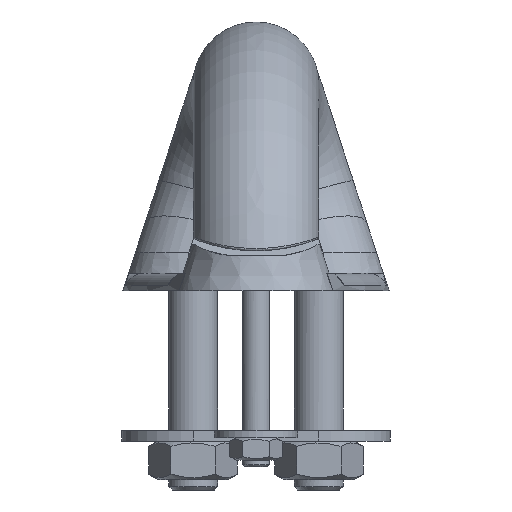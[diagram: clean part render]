
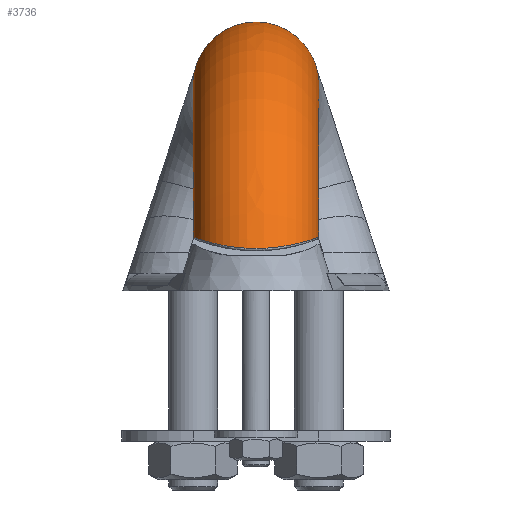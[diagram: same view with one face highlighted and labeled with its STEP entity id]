
A CAD part, left-side view. The second image highlights one B-rep face of the part: STEP entity #3736.
In plain terms, the highlighted toroidal (fillet/blend) face has major radius 80 mm and minor radius 18 mm.
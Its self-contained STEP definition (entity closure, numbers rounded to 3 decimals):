
#629=FACE_BOUND('',#1057,.T.);
#630=FACE_BOUND('',#1058,.T.);
#738=B_SPLINE_CURVE_WITH_KNOTS('',3,(#5382,#5383,#5384,#5385,#5386,#5387,
#5388,#5389,#5390,#5391,#5392,#5393,#5394,#5395,#5396,#5397,#5398,#5399,
#5400,#5401,#5402),.UNSPECIFIED.,.T.,.F.,(4,1,1,1,1,1,1,1,1,1,1,1,1,1,1,
1,1,1,4),(0.,0.429,0.859,1.717,2.576,
3.434,4.007,4.579,5.151,5.724,
6.296,6.868,7.727,8.586,9.444,
10.303,11.161,11.591,12.02),
 .UNSPECIFIED.);
#739=B_SPLINE_CURVE_WITH_KNOTS('',3,(#5404,#5405,#5406,#5407,#5408,#5409,
#5410,#5411,#5412,#5413,#5414,#5415,#5416,#5417,#5418,#5419,#5420,#5421,
#5422,#5423,#5424,#5425,#5426,#5427,#5428,#5429,#5430,#5431,#5432,#5433,
#5434,#5435,#5436,#5437,#5438,#5439,#5440,#5441),.UNSPECIFIED.,.T.,.F.,
(4,2,2,2,2,2,2,2,2,2,2,2,2,2,2,2,2,2,4),(-4.702,-4.642,
-4.399,-4.133,-3.846,-3.573,
-3.295,-3.012,-2.728,-2.484,
-2.235,-1.935,-1.628,-1.381,
-1.151,-0.903,-0.597,-0.264,
0.),.UNSPECIFIED.);
#815=FACE_OUTER_BOUND('',#1056,.T.);
#1056=EDGE_LOOP('',(#2458));
#1057=EDGE_LOOP('',(#2459));
#1058=EDGE_LOOP('',(#2460));
#1406=CIRCLE('',#3980,18.);
#1588=VERTEX_POINT('',#5379);
#1589=VERTEX_POINT('',#5381);
#1590=VERTEX_POINT('',#5403);
#1954=EDGE_CURVE('',#1588,#1588,#1406,.T.);
#1955=EDGE_CURVE('',#1589,#1589,#738,.T.);
#1956=EDGE_CURVE('',#1590,#1590,#739,.T.);
#2458=ORIENTED_EDGE('',*,*,#1954,.T.);
#2459=ORIENTED_EDGE('',*,*,#1955,.F.);
#2460=ORIENTED_EDGE('',*,*,#1956,.T.);
#3466=TOROIDAL_SURFACE('',#3979,80.,18.);
#3736=ADVANCED_FACE('',(#815,#629,#630),#3466,.T.);
#3979=AXIS2_PLACEMENT_3D('',#5378,#4394,#4395);
#3980=AXIS2_PLACEMENT_3D('',#5380,#4396,#4397);
#4394=DIRECTION('center_axis',(0.,-1.,0.));
#4395=DIRECTION('ref_axis',(1.,0.,0.));
#4396=DIRECTION('center_axis',(-1.,0.,0.));
#4397=DIRECTION('ref_axis',(0.,1.,0.));
#5378=CARTESIAN_POINT('Origin',(-112.783,0.,
-44.5));
#5379=CARTESIAN_POINT('',(-112.783,-18.,35.5));
#5380=CARTESIAN_POINT('Origin',(-112.783,0.,
35.5));
#5381=CARTESIAN_POINT('',(-204.999,0.,-11.331));
#5382=CARTESIAN_POINT('Ctrl Pts',(-204.999,0.,
-11.331));
#5383=CARTESIAN_POINT('Ctrl Pts',(-204.999,1.432,-11.331));
#5384=CARTESIAN_POINT('Ctrl Pts',(-204.586,4.297,-11.206));
#5385=CARTESIAN_POINT('Ctrl Pts',(-202.249,9.545,-10.533));
#5386=CARTESIAN_POINT('Ctrl Pts',(-197.144,14.611,-9.262));
#5387=CARTESIAN_POINT('Ctrl Pts',(-189.21,17.928,-8.098));
#5388=CARTESIAN_POINT('Ctrl Pts',(-181.467,18.267,-8.044));
#5389=CARTESIAN_POINT('Ctrl Pts',(-175.065,16.307,-8.882));
#5390=CARTESIAN_POINT('Ctrl Pts',(-170.411,13.037,-10.));
#5391=CARTESIAN_POINT('Ctrl Pts',(-167.082,8.411,-11.113));
#5392=CARTESIAN_POINT('Ctrl Pts',(-165.364,2.904,-11.792));
#5393=CARTESIAN_POINT('Ctrl Pts',(-165.366,-2.903,-11.791));
#5394=CARTESIAN_POINT('Ctrl Pts',(-167.361,-9.332,-11.004));
#5395=CARTESIAN_POINT('Ctrl Pts',(-172.364,-15.191,-9.363));
#5396=CARTESIAN_POINT('Ctrl Pts',(-180.5,-18.315,-8.03));
#5397=CARTESIAN_POINT('Ctrl Pts',(-189.209,-17.926,-8.101));
#5398=CARTESIAN_POINT('Ctrl Pts',(-197.145,-14.611,-9.26));
#5399=CARTESIAN_POINT('Ctrl Pts',(-202.248,-9.545,-10.534));
#5400=CARTESIAN_POINT('Ctrl Pts',(-204.586,-4.297,-11.206));
#5401=CARTESIAN_POINT('Ctrl Pts',(-204.999,-1.432,-11.331));
#5402=CARTESIAN_POINT('Ctrl Pts',(-204.999,0.,
-11.331));
#5403=CARTESIAN_POINT('',(-125.,-7.25,17.839));
#5404=CARTESIAN_POINT('Ctrl Pts',(-125.,-7.25,17.839));
#5405=CARTESIAN_POINT('Ctrl Pts',(-124.802,-7.25,17.878));
#5406=CARTESIAN_POINT('Ctrl Pts',(-124.603,-7.242,17.912));
#5407=CARTESIAN_POINT('Ctrl Pts',(-123.607,-7.16,18.061));
#5408=CARTESIAN_POINT('Ctrl Pts',(-122.825,-6.963,18.102));
#5409=CARTESIAN_POINT('Ctrl Pts',(-121.276,-6.283,18.059));
#5410=CARTESIAN_POINT('Ctrl Pts',(-120.541,-5.784,17.965));
#5411=CARTESIAN_POINT('Ctrl Pts',(-119.239,-4.502,17.728));
#5412=CARTESIAN_POINT('Ctrl Pts',(-118.697,-3.708,17.584));
#5413=CARTESIAN_POINT('Ctrl Pts',(-117.973,-2.,17.375));
#5414=CARTESIAN_POINT('Ctrl Pts',(-117.778,-1.11,17.31));
#5415=CARTESIAN_POINT('Ctrl Pts',(-117.727,0.727,17.293));
#5416=CARTESIAN_POINT('Ctrl Pts',(-117.88,1.648,17.345));
#5417=CARTESIAN_POINT('Ctrl Pts',(-118.526,3.395,17.536));
#5418=CARTESIAN_POINT('Ctrl Pts',(-119.019,4.202,17.674));
#5419=CARTESIAN_POINT('Ctrl Pts',(-120.279,5.581,17.927));
#5420=CARTESIAN_POINT('Ctrl Pts',(-121.039,6.145,18.039));
#5421=CARTESIAN_POINT('Ctrl Pts',(-122.624,6.898,18.105));
#5422=CARTESIAN_POINT('Ctrl Pts',(-123.407,7.119,18.077));
#5423=CARTESIAN_POINT('Ctrl Pts',(-125.026,7.296,17.86));
#5424=CARTESIAN_POINT('Ctrl Pts',(-125.833,7.245,17.672));
#5425=CARTESIAN_POINT('Ctrl Pts',(-127.534,6.859,17.123));
#5426=CARTESIAN_POINT('Ctrl Pts',(-128.395,6.471,16.741));
#5427=CARTESIAN_POINT('Ctrl Pts',(-129.919,5.408,15.946));
#5428=CARTESIAN_POINT('Ctrl Pts',(-130.586,4.72,15.529));
#5429=CARTESIAN_POINT('Ctrl Pts',(-131.521,3.262,14.902));
#5430=CARTESIAN_POINT('Ctrl Pts',(-131.841,2.534,14.669));
#5431=CARTESIAN_POINT('Ctrl Pts',(-132.218,1.017,14.39));
#5432=CARTESIAN_POINT('Ctrl Pts',(-132.286,0.26,14.338));
#5433=CARTESIAN_POINT('Ctrl Pts',(-132.175,-1.324,14.421));
#5434=CARTESIAN_POINT('Ctrl Pts',(-131.981,-2.111,14.568));
#5435=CARTESIAN_POINT('Ctrl Pts',(-131.287,-3.742,15.063));
#5436=CARTESIAN_POINT('Ctrl Pts',(-130.734,-4.535,15.442));
#5437=CARTESIAN_POINT('Ctrl Pts',(-129.333,-5.902,16.271));
#5438=CARTESIAN_POINT('Ctrl Pts',(-128.452,-6.46,16.73));
#5439=CARTESIAN_POINT('Ctrl Pts',(-126.697,-7.097,17.416));
#5440=CARTESIAN_POINT('Ctrl Pts',(-125.864,-7.25,17.67));
#5441=CARTESIAN_POINT('Ctrl Pts',(-125.,-7.25,17.839));
